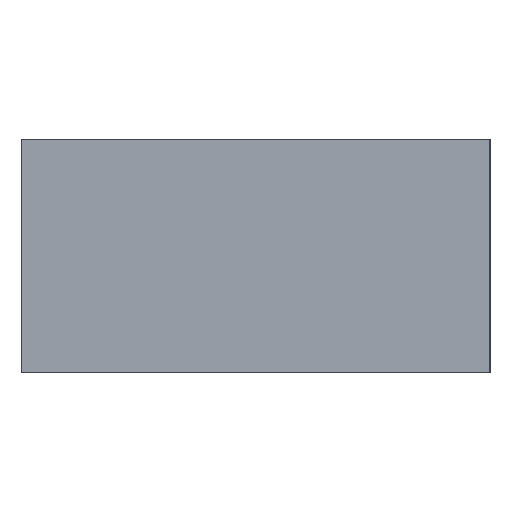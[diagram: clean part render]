
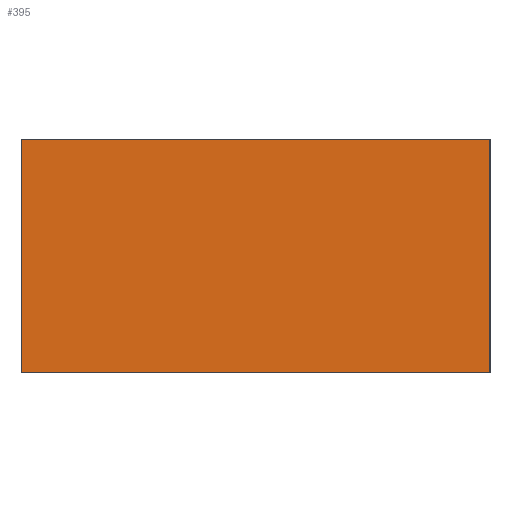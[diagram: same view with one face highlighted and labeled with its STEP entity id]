
A CAD part, left-side view. The second image highlights one B-rep face of the part: STEP entity #395.
In plain terms, the highlighted planar face has unit normal (-1, 0, 0).
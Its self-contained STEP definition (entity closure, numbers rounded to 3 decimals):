
#30=PLANE('',#431);
#50=FACE_OUTER_BOUND('',#70,.T.);
#70=EDGE_LOOP('',(#348,#349,#350,#351));
#87=LINE('',#563,#139);
#122=LINE('',#632,#174);
#123=LINE('',#635,#175);
#124=LINE('',#636,#176);
#139=VECTOR('',#456,10.);
#174=VECTOR('',#519,10.);
#175=VECTOR('',#522,10.);
#176=VECTOR('',#523,10.);
#192=VERTEX_POINT('',#560);
#193=VERTEX_POINT('',#562);
#213=VERTEX_POINT('',#630);
#214=VERTEX_POINT('',#634);
#229=EDGE_CURVE('',#192,#193,#87,.T.);
#264=EDGE_CURVE('',#213,#193,#122,.T.);
#265=EDGE_CURVE('',#214,#213,#123,.T.);
#266=EDGE_CURVE('',#214,#192,#124,.T.);
#348=ORIENTED_EDGE('',*,*,#265,.T.);
#349=ORIENTED_EDGE('',*,*,#264,.T.);
#350=ORIENTED_EDGE('',*,*,#229,.F.);
#351=ORIENTED_EDGE('',*,*,#266,.F.);
#395=ADVANCED_FACE('',(#50),#30,.T.);
#431=AXIS2_PLACEMENT_3D('',#633,#520,#521);
#456=DIRECTION('',(0.,0.,1.));
#519=DIRECTION('',(0.,1.,0.));
#520=DIRECTION('center_axis',(-1.,0.,0.));
#521=DIRECTION('ref_axis',(0.,0.,1.));
#522=DIRECTION('',(0.,0.,1.));
#523=DIRECTION('',(0.,1.,0.));
#560=CARTESIAN_POINT('',(-7.,-8.,0.));
#562=CARTESIAN_POINT('',(-7.,-8.,4.984));
#563=CARTESIAN_POINT('',(-7.,-8.,0.));
#630=CARTESIAN_POINT('',(-7.,-18.,4.984));
#632=CARTESIAN_POINT('',(-7.,-18.,4.984));
#633=CARTESIAN_POINT('Origin',(-7.,-18.,0.));
#634=CARTESIAN_POINT('',(-7.,-18.,0.));
#635=CARTESIAN_POINT('',(-7.,-18.,0.));
#636=CARTESIAN_POINT('',(-7.,-18.,0.));
